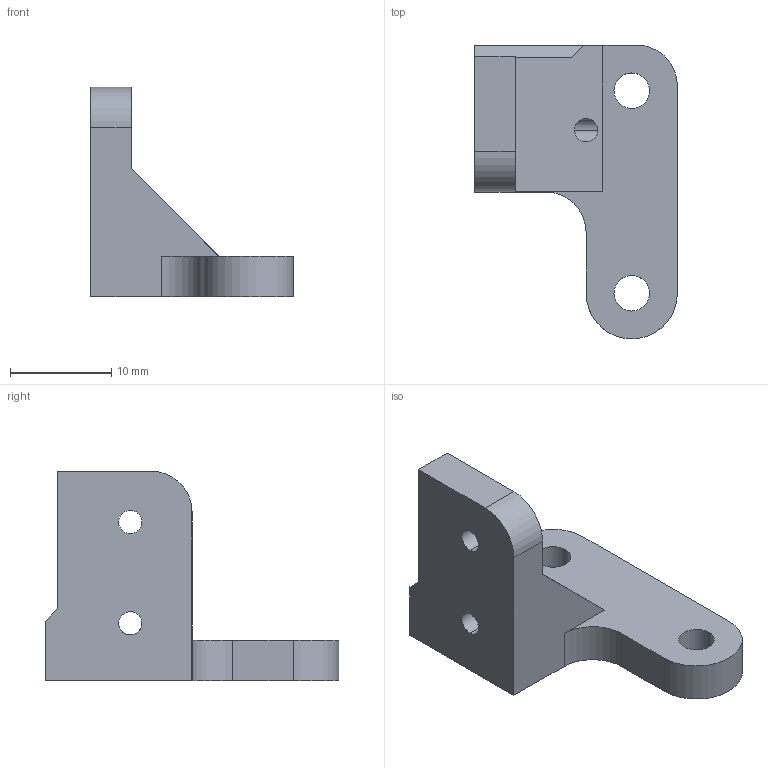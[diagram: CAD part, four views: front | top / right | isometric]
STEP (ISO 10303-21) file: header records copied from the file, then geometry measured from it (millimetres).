
FILE_DESCRIPTION (( 'STEP AP203' ), '1' );
FILE_NAME ('Eje Y - Soporte EndStop.STEP', '2015-09-07T08:25:28', ( 'Motherfocka' ), ( '' ), 'SwSTEP 2.0', 'SolidWorks 2014', '' );
FILE_SCHEMA (( 'CONFIG_CONTROL_DESIGN' ));
Length unit declared in the file: millimetre
Products named in the file (1): Eje Y - Soporte EndStop
Bounding box: 20 x 29 x 20.66 mm (x, y, z)
Volume: 2912.6 mm3; surface area: 1893.2 mm2
Topology: 1 solids, 1 shells, 27 faces, 75 edges, 50 vertices
Faces by surface type: plane 15, cylinder 12
Entity records: 964 total; most frequent: CARTESIAN_POINT 159, DIRECTION 151, ORIENTED_EDGE 150, EDGE_CURVE 75, VECTOR 51, LINE 51, AXIS2_PLACEMENT_3D 50, VERTEX_POINT 50
